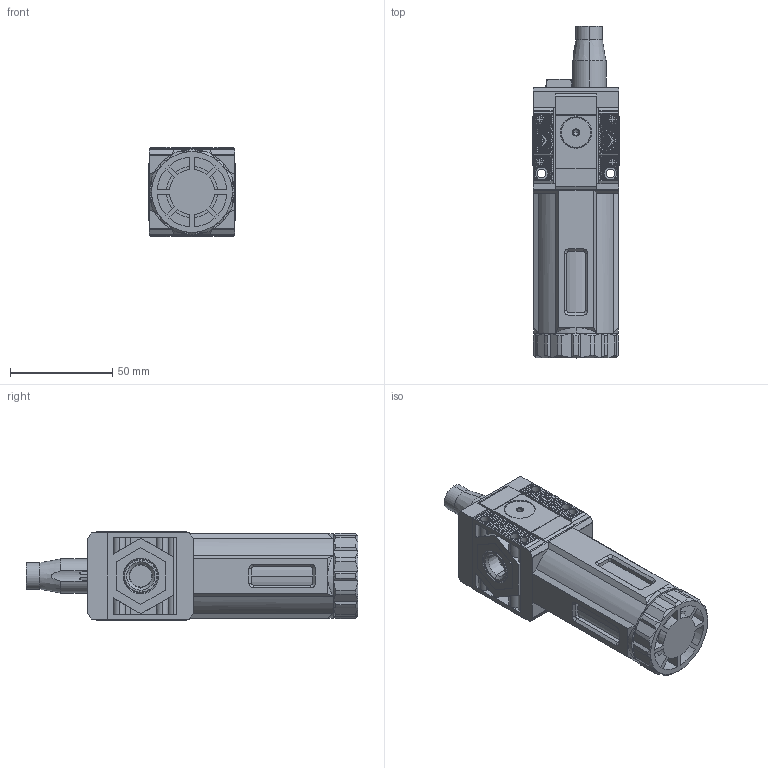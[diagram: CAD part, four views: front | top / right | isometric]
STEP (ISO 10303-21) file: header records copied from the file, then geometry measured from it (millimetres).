
FILE_DESCRIPTION (( 'STEP AP203' ), '1' );
FILE_NAME ('5U12L102.step', '2023-05-17T15:02:55', ( '' ), ( '' ), 'SwSTEP 2.0', 'SolidWorks 2021', '' );
FILE_SCHEMA (( 'CONFIG_CONTROL_DESIGN' ));
Length unit declared in the file: inch
Products named in the file (1): 5U12L102
Bounding box: 42.2 x 162 x 43.6 mm (x, y, z)
Volume: 135197.8 mm3; surface area: 65467.6 mm2
Topology: 14 solids, 14 shells, 1343 faces, 3533 edges, 2254 vertices
Faces by surface type: plane 921, cylinder 262, cone 118, bspline 42
Entity records: 42762 total; most frequent: CARTESIAN_POINT 10434, ORIENTED_EDGE 7050, DIRECTION 6311, EDGE_CURVE 3525, LINE 2401, VECTOR 2401, VERTEX_POINT 2254, AXIS2_PLACEMENT_3D 1955
